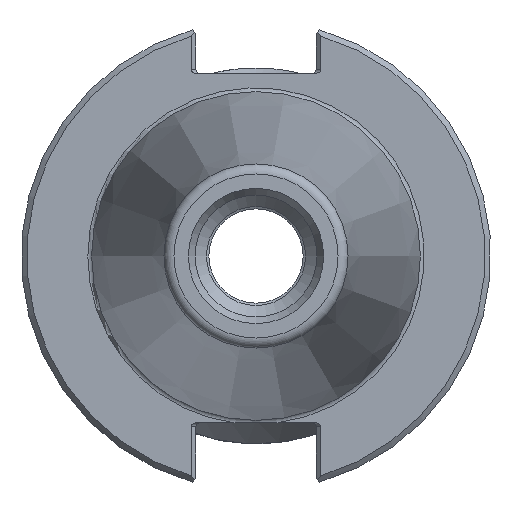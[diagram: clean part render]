
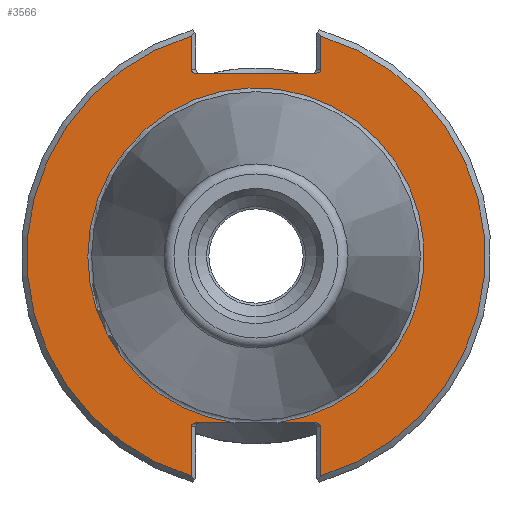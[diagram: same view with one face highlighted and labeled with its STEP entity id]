
A CAD part, left-side view. The second image highlights one B-rep face of the part: STEP entity #3566.
In plain terms, the highlighted planar face has unit normal (-1, 0, 0).
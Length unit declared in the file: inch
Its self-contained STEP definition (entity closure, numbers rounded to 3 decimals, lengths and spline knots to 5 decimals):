
#2624=CARTESIAN_POINT('',(0.125,0.345,0.992));
#2625=VERTEX_POINT('',#2624);
#2632=CARTESIAN_POINT('',(0.125,0.31672,0.972));
#2633=VERTEX_POINT('',#2632);
#2634=CARTESIAN_POINT('',(0.125,0.31672,0.992));
#2635=DIRECTION('',(-1.0,0.0,0.0));
#2636=DIRECTION('',(0.0,1.0,0.0));
#2637=AXIS2_PLACEMENT_3D('',#2634,#2635,#2636);
#2638=ELLIPSE('',#2637,0.02828,0.02);
#2639=EDGE_CURVE('',#2625,#2633,#2638,.T.);
#2724=CARTESIAN_POINT('',(0.125,0.345,1.1702));
#2725=VERTEX_POINT('',#2724);
#2732=CARTESIAN_POINT('',(0.125,0.345,1.1702));
#2733=DIRECTION('',(0.0,0.0,-1.0));
#2734=VECTOR('',#2733,0.1782);
#2735=LINE('',#2732,#2734);
#2736=EDGE_CURVE('',#2725,#2625,#2735,.T.);
#2836=CARTESIAN_POINT('',(0.125,-0.31672,0.972));
#2837=VERTEX_POINT('',#2836);
#2844=CARTESIAN_POINT('',(0.125,-0.345,0.992));
#2845=VERTEX_POINT('',#2844);
#2846=CARTESIAN_POINT('',(0.125,-0.31672,0.992));
#2847=DIRECTION('',(-1.0,0.0,0.0));
#2848=DIRECTION('',(0.0,-1.0,0.0));
#2849=AXIS2_PLACEMENT_3D('',#2846,#2847,#2848);
#2850=ELLIPSE('',#2849,0.02828,0.02);
#2851=EDGE_CURVE('',#2837,#2845,#2850,.T.);
#2901=CARTESIAN_POINT('',(0.125,-0.345,1.1702));
#2902=VERTEX_POINT('',#2901);
#2903=CARTESIAN_POINT('',(0.125,-0.345,0.992));
#2904=DIRECTION('',(0.0,0.0,1.0));
#2905=VECTOR('',#2904,0.1782);
#2906=LINE('',#2903,#2905);
#2907=EDGE_CURVE('',#2845,#2902,#2906,.T.);
#2925=CARTESIAN_POINT('',(0.125,-0.345,-0.908));
#2926=VERTEX_POINT('',#2925);
#2927=CARTESIAN_POINT('',(0.125,-0.31672,-0.888));
#2928=VERTEX_POINT('',#2927);
#2929=CARTESIAN_POINT('',(0.125,-0.31672,-0.908));
#2930=DIRECTION('',(-1.0,0.0,0.0));
#2931=DIRECTION('',(0.0,-1.0,0.0));
#2932=AXIS2_PLACEMENT_3D('',#2929,#2930,#2931);
#2933=ELLIPSE('',#2932,0.02828,0.02);
#2934=EDGE_CURVE('',#2926,#2928,#2933,.T.);
#3032=CARTESIAN_POINT('',(0.125,-0.345,-1.1702));
#3033=VERTEX_POINT('',#3032);
#3040=CARTESIAN_POINT('',(0.125,-0.345,-1.1702));
#3041=DIRECTION('',(0.0,0.0,1.0));
#3042=VECTOR('',#3041,0.2622);
#3043=LINE('',#3040,#3042);
#3044=EDGE_CURVE('',#3033,#2926,#3043,.T.);
#3144=CARTESIAN_POINT('',(0.125,0.31672,-0.888));
#3145=VERTEX_POINT('',#3144);
#3152=CARTESIAN_POINT('',(0.125,0.345,-0.908));
#3153=VERTEX_POINT('',#3152);
#3154=CARTESIAN_POINT('',(0.125,0.31672,-0.908));
#3155=DIRECTION('',(-1.0,0.0,0.0));
#3156=DIRECTION('',(0.0,1.0,0.0));
#3157=AXIS2_PLACEMENT_3D('',#3154,#3155,#3156);
#3158=ELLIPSE('',#3157,0.02828,0.02);
#3159=EDGE_CURVE('',#3145,#3153,#3158,.T.);
#3209=CARTESIAN_POINT('',(0.125,0.345,-1.1702));
#3210=VERTEX_POINT('',#3209);
#3211=CARTESIAN_POINT('',(0.125,0.345,-0.908));
#3212=DIRECTION('',(0.0,0.0,-1.0));
#3213=VECTOR('',#3212,0.2622);
#3214=LINE('',#3211,#3213);
#3215=EDGE_CURVE('',#3153,#3210,#3214,.T.);
#3282=CARTESIAN_POINT('',(0.125,0.31672,0.972));
#3283=DIRECTION('',(0.0,-1.0,0.0));
#3284=VECTOR('',#3283,0.63343);
#3285=LINE('',#3282,#3284);
#3286=EDGE_CURVE('',#2633,#2837,#3285,.T.);
#3484=CARTESIAN_POINT('',(0.125,-0.11172,-0.888));
#3485=VERTEX_POINT('',#3484);
#3486=CARTESIAN_POINT('',(0.125,0.11172,-0.888));
#3487=VERTEX_POINT('',#3486);
#3502=CARTESIAN_POINT('',(0.125,0.,0.0));
#3503=DIRECTION('',(-1.0,0.0,0.0));
#3504=DIRECTION('',(0.0,-1.0,0.0));
#3505=AXIS2_PLACEMENT_3D('',#3502,#3503,#3504);
#3506=CIRCLE('',#3505,0.895);
#3507=EDGE_CURVE('',#3485,#3487,#3506,.T.);
#3523=CARTESIAN_POINT('',(0.125,1.0625,0.0));
#3524=DIRECTION('',(-1.0,0.0,0.0));
#3525=DIRECTION('',(0.0,0.0,1.0));
#3526=AXIS2_PLACEMENT_3D('',#3523,#3524,#3525);
#3527=PLANE('',#3526);
#3528=ORIENTED_EDGE('',*,*,#3507,.F.);
#3529=CARTESIAN_POINT('',(0.125,-0.31672,-0.888));
#3530=DIRECTION('',(0.0,1.0,0.0));
#3531=VECTOR('',#3530,0.205);
#3532=LINE('',#3529,#3531);
#3533=EDGE_CURVE('',#2928,#3485,#3532,.T.);
#3534=ORIENTED_EDGE('',*,*,#3533,.F.);
#3535=ORIENTED_EDGE('',*,*,#2934,.F.);
#3536=ORIENTED_EDGE('',*,*,#3044,.F.);
#3537=CARTESIAN_POINT('',(0.125,0.,0.0));
#3538=DIRECTION('',(1.0,0.0,0.0));
#3539=DIRECTION('',(0.0,-1.0,0.0));
#3540=AXIS2_PLACEMENT_3D('',#3537,#3538,#3539);
#3541=CIRCLE('',#3540,1.22);
#3542=EDGE_CURVE('',#2902,#3033,#3541,.T.);
#3543=ORIENTED_EDGE('',*,*,#3542,.F.);
#3544=ORIENTED_EDGE('',*,*,#2907,.F.);
#3545=ORIENTED_EDGE('',*,*,#2851,.F.);
#3546=ORIENTED_EDGE('',*,*,#3286,.F.);
#3547=ORIENTED_EDGE('',*,*,#2639,.F.);
#3548=ORIENTED_EDGE('',*,*,#2736,.F.);
#3549=CARTESIAN_POINT('',(0.125,0.,0.0));
#3550=DIRECTION('',(1.0,0.0,0.0));
#3551=DIRECTION('',(0.0,1.0,0.0));
#3552=AXIS2_PLACEMENT_3D('',#3549,#3550,#3551);
#3553=CIRCLE('',#3552,1.22);
#3554=EDGE_CURVE('',#3210,#2725,#3553,.T.);
#3555=ORIENTED_EDGE('',*,*,#3554,.F.);
#3556=ORIENTED_EDGE('',*,*,#3215,.F.);
#3557=ORIENTED_EDGE('',*,*,#3159,.F.);
#3558=CARTESIAN_POINT('',(0.125,0.11172,-0.888));
#3559=DIRECTION('',(0.0,1.0,0.0));
#3560=VECTOR('',#3559,0.205);
#3561=LINE('',#3558,#3560);
#3562=EDGE_CURVE('',#3487,#3145,#3561,.T.);
#3563=ORIENTED_EDGE('',*,*,#3562,.F.);
#3564=EDGE_LOOP('',(#3528,#3534,#3535,#3536,#3543,#3544,#3545,#3546,#3547,#3548,#3555,#3556,#3557,#3563));
#3565=FACE_OUTER_BOUND('',#3564,.T.);
#3566=ADVANCED_FACE('',(#3565),#3527,.T.);
